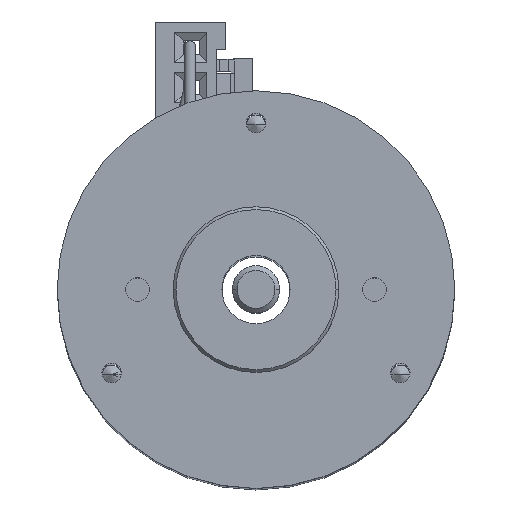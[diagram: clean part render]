
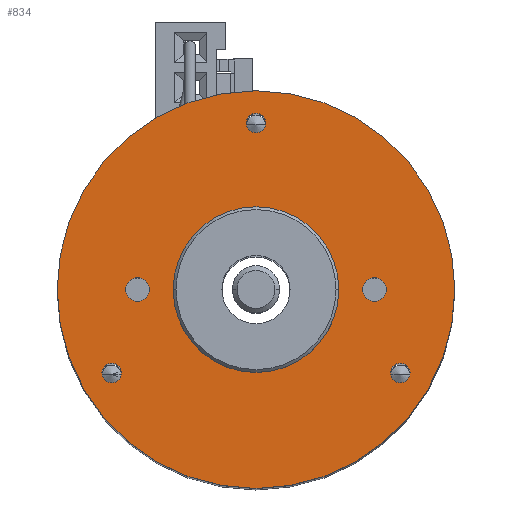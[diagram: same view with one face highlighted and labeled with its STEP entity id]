
A CAD part, top view. The second image highlights one B-rep face of the part: STEP entity #834.
In plain terms, the highlighted planar face has unit normal (0, 0, 1).
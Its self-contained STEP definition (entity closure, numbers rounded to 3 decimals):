
#834 = ADVANCED_FACE ( 'NONE', ( #10157, #10161, #10158, #10156, #10159, #10162, #10163 ), #2291, .T. ) ;
#1342 = EDGE_LOOP ( 'NONE', ( #4367, #4368 ) ) ;
#1345 = EDGE_LOOP ( 'NONE', ( #4365, #4366 ) ) ;
#1347 = EDGE_LOOP ( 'NONE', ( #4363, #4364 ) ) ;
#1348 = EDGE_LOOP ( 'NONE', ( #4357, #4358 ) ) ;
#1349 = EDGE_LOOP ( 'NONE', ( #4361, #4362 ) ) ;
#1351 = EDGE_LOOP ( 'NONE', ( #4359, #4360 ) ) ;
#1357 = EDGE_LOOP ( 'NONE', ( #4355, #4356 ) ) ;
#2288 = DIRECTION ( 'NONE',  ( 1., 0., 0. ) ) ;
#2291 = PLANE ( 'NONE',  #7038 ) ;
#2293 = CARTESIAN_POINT ( 'NONE',  ( -12.496, -5.48, 63. ) ) ;
#2295 = DIRECTION ( 'NONE',  ( 0., 0., 1. ) ) ;
#3509 = VERTEX_POINT ( 'NONE', #8681 ) ;
#3510 = VERTEX_POINT ( 'NONE', #8679 ) ;
#3519 = VERTEX_POINT ( 'NONE', #3831 ) ;
#3520 = VERTEX_POINT ( 'NONE', #3832 ) ;
#3523 = VERTEX_POINT ( 'NONE', #3835 ) ;
#3524 = VERTEX_POINT ( 'NONE', #3836 ) ;
#3525 = VERTEX_POINT ( 'NONE', #3837 ) ;
#3526 = VERTEX_POINT ( 'NONE', #3838 ) ;
#3527 = VERTEX_POINT ( 'NONE', #3839 ) ;
#3528 = VERTEX_POINT ( 'NONE', #3840 ) ;
#3529 = VERTEX_POINT ( 'NONE', #3841 ) ;
#3530 = VERTEX_POINT ( 'NONE', #3842 ) ;
#3539 = VERTEX_POINT ( 'NONE', #3851 ) ;
#3552 = VERTEX_POINT ( 'NONE', #3864 ) ;
#3831 = CARTESIAN_POINT ( 'NONE',  ( -33.496, -5.48, 63. ) ) ;
#3832 = CARTESIAN_POINT ( 'NONE',  ( 8.504, -5.48, 63. ) ) ;
#3835 = CARTESIAN_POINT ( 'NONE',  ( 3.771, -14.28, 63. ) ) ;
#3836 = CARTESIAN_POINT ( 'NONE',  ( 1.721, -14.28, 63. ) ) ;
#3837 = CARTESIAN_POINT ( 'NONE',  ( 1.254, -5.48, 63. ) ) ;
#3838 = CARTESIAN_POINT ( 'NONE',  ( -1.246, -5.48, 63. ) ) ;
#3839 = CARTESIAN_POINT ( 'NONE',  ( -26.713, -14.28, 63. ) ) ;
#3840 = CARTESIAN_POINT ( 'NONE',  ( -28.763, -14.28, 63. ) ) ;
#3841 = CARTESIAN_POINT ( 'NONE',  ( -23.746, -5.48, 63. ) ) ;
#3842 = CARTESIAN_POINT ( 'NONE',  ( -26.246, -5.48, 63. ) ) ;
#3851 = CARTESIAN_POINT ( 'NONE',  ( -13.521, 12.12, 63. ) ) ;
#3864 = CARTESIAN_POINT ( 'NONE',  ( -11.471, 12.12, 63. ) ) ;
#4355 = ORIENTED_EDGE ( 'NONE', *, *, #6871, .F. ) ;
#4356 = ORIENTED_EDGE ( 'NONE', *, *, #6968, .F. ) ;
#4357 = ORIENTED_EDGE ( 'NONE', *, *, #6875, .F. ) ;
#4358 = ORIENTED_EDGE ( 'NONE', *, *, #6959, .F. ) ;
#4359 = ORIENTED_EDGE ( 'NONE', *, *, #6955, .F. ) ;
#4360 = ORIENTED_EDGE ( 'NONE', *, *, #6882, .F. ) ;
#4361 = ORIENTED_EDGE ( 'NONE', *, *, #6946, .F. ) ;
#4362 = ORIENTED_EDGE ( 'NONE', *, *, #6886, .F. ) ;
#4363 = ORIENTED_EDGE ( 'NONE', *, *, #6978, .F. ) ;
#4364 = ORIENTED_EDGE ( 'NONE', *, *, #6869, .F. ) ;
#4365 = ORIENTED_EDGE ( 'NONE', *, *, #6888, .T. ) ;
#4366 = ORIENTED_EDGE ( 'NONE', *, *, #6938, .T. ) ;
#4367 = ORIENTED_EDGE ( 'NONE', *, *, #6897, .F. ) ;
#4368 = ORIENTED_EDGE ( 'NONE', *, *, #6925, .F. ) ;
#6869 = EDGE_CURVE ( 'NONE', #3552, #3539, #7492, .T. ) ;
#6871 = EDGE_CURVE ( 'NONE', #3529, #3530, #7510, .T. ) ;
#6875 = EDGE_CURVE ( 'NONE', #3525, #3526, #7514, .T. ) ;
#6882 = EDGE_CURVE ( 'NONE', #3527, #3528, #7516, .T. ) ;
#6886 = EDGE_CURVE ( 'NONE', #3523, #3524, #7518, .T. ) ;
#6888 = EDGE_CURVE ( 'NONE', #3519, #3520, #7524, .T. ) ;
#6897 = EDGE_CURVE ( 'NONE', #3509, #3510, #7530, .T. ) ;
#6925 = EDGE_CURVE ( 'NONE', #3510, #3509, #7554, .T. ) ;
#6938 = EDGE_CURVE ( 'NONE', #3520, #3519, #7563, .T. ) ;
#6946 = EDGE_CURVE ( 'NONE', #3524, #3523, #7575, .T. ) ;
#6955 = EDGE_CURVE ( 'NONE', #3528, #3527, #7581, .T. ) ;
#6959 = EDGE_CURVE ( 'NONE', #3526, #3525, #7584, .T. ) ;
#6968 = EDGE_CURVE ( 'NONE', #3530, #3529, #7590, .T. ) ;
#6978 = EDGE_CURVE ( 'NONE', #3539, #3552, #7592, .T. ) ;
#7038 = AXIS2_PLACEMENT_3D ( 'NONE', #2293, #2295, #2288 ) ;
#7492 = CIRCLE ( 'NONE', #7816, 1.025 ) ;
#7510 = CIRCLE ( 'NONE', #7817, 1.25 ) ;
#7514 = CIRCLE ( 'NONE', #7819, 1.25 ) ;
#7516 = CIRCLE ( 'NONE', #7822, 1.025 ) ;
#7518 = CIRCLE ( 'NONE', #7824, 1.025 ) ;
#7524 = CIRCLE ( 'NONE', #7825, 21. ) ;
#7530 = CIRCLE ( 'NONE', #7829, 8.75 ) ;
#7554 = CIRCLE ( 'NONE', #7837, 8.75 ) ;
#7563 = CIRCLE ( 'NONE', #7840, 21. ) ;
#7575 = CIRCLE ( 'NONE', #7842, 1.025 ) ;
#7581 = CIRCLE ( 'NONE', #7844, 1.025 ) ;
#7584 = CIRCLE ( 'NONE', #7845, 1.25 ) ;
#7590 = CIRCLE ( 'NONE', #7847, 1.25 ) ;
#7592 = CIRCLE ( 'NONE', #7850, 1.025 ) ;
#7816 = AXIS2_PLACEMENT_3D ( 'NONE', #9546, #9547, #9548 ) ;
#7817 = AXIS2_PLACEMENT_3D ( 'NONE', #9549, #9550, #9551 ) ;
#7819 = AXIS2_PLACEMENT_3D ( 'NONE', #9555, #9556, #9557 ) ;
#7822 = AXIS2_PLACEMENT_3D ( 'NONE', #9564, #9565, #9566 ) ;
#7824 = AXIS2_PLACEMENT_3D ( 'NONE', #9570, #9571, #9572 ) ;
#7825 = AXIS2_PLACEMENT_3D ( 'NONE', #9573, #9574, #9575 ) ;
#7829 = AXIS2_PLACEMENT_3D ( 'NONE', #9585, #9586, #9587 ) ;
#7837 = AXIS2_PLACEMENT_3D ( 'NONE', #9623, #9624, #9625 ) ;
#7840 = AXIS2_PLACEMENT_3D ( 'NONE', #9637, #9638, #9639 ) ;
#7842 = AXIS2_PLACEMENT_3D ( 'NONE', #9647, #9648, #9649 ) ;
#7844 = AXIS2_PLACEMENT_3D ( 'NONE', #9657, #9658, #9659 ) ;
#7845 = AXIS2_PLACEMENT_3D ( 'NONE', #9663, #9664, #9665 ) ;
#7847 = AXIS2_PLACEMENT_3D ( 'NONE', #9673, #9674, #9675 ) ;
#7850 = AXIS2_PLACEMENT_3D ( 'NONE', #9684, #9685, #9686 ) ;
#8679 = CARTESIAN_POINT ( 'NONE',  ( -3.746, -5.48, 63. ) ) ;
#8681 = CARTESIAN_POINT ( 'NONE',  ( -21.246, -5.48, 63. ) ) ;
#9546 = CARTESIAN_POINT ( 'NONE',  ( -12.496, 12.12, 63. ) ) ;
#9547 = DIRECTION ( 'NONE',  ( 0., 0., 1. ) ) ;
#9548 = DIRECTION ( 'NONE',  ( 1., 0., 0. ) ) ;
#9549 = CARTESIAN_POINT ( 'NONE',  ( -24.996, -5.48, 63. ) ) ;
#9550 = DIRECTION ( 'NONE',  ( 0., 0., 1. ) ) ;
#9551 = DIRECTION ( 'NONE',  ( 1., 0., 0. ) ) ;
#9555 = CARTESIAN_POINT ( 'NONE',  ( 0.004, -5.48, 63. ) ) ;
#9556 = DIRECTION ( 'NONE',  ( 0., 0., 1. ) ) ;
#9557 = DIRECTION ( 'NONE',  ( 1., 0., 0. ) ) ;
#9564 = CARTESIAN_POINT ( 'NONE',  ( -27.738, -14.28, 63. ) ) ;
#9565 = DIRECTION ( 'NONE',  ( 0., 0., 1. ) ) ;
#9566 = DIRECTION ( 'NONE',  ( 1., 0., 0. ) ) ;
#9570 = CARTESIAN_POINT ( 'NONE',  ( 2.746, -14.28, 63. ) ) ;
#9571 = DIRECTION ( 'NONE',  ( 0., 0., 1. ) ) ;
#9572 = DIRECTION ( 'NONE',  ( 1., 0., 0. ) ) ;
#9573 = CARTESIAN_POINT ( 'NONE',  ( -12.496, -5.48, 63. ) ) ;
#9574 = DIRECTION ( 'NONE',  ( 0., 0., 1. ) ) ;
#9575 = DIRECTION ( 'NONE',  ( 1., 0., 0. ) ) ;
#9585 = CARTESIAN_POINT ( 'NONE',  ( -12.496, -5.48, 63. ) ) ;
#9586 = DIRECTION ( 'NONE',  ( 0., 0., 1. ) ) ;
#9587 = DIRECTION ( 'NONE',  ( 1., 0., 0. ) ) ;
#9623 = CARTESIAN_POINT ( 'NONE',  ( -12.496, -5.48, 63. ) ) ;
#9624 = DIRECTION ( 'NONE',  ( 0., 0., 1. ) ) ;
#9625 = DIRECTION ( 'NONE',  ( 1., 0., 0. ) ) ;
#9637 = CARTESIAN_POINT ( 'NONE',  ( -12.496, -5.48, 63. ) ) ;
#9638 = DIRECTION ( 'NONE',  ( 0., 0., 1. ) ) ;
#9639 = DIRECTION ( 'NONE',  ( 1., 0., 0. ) ) ;
#9647 = CARTESIAN_POINT ( 'NONE',  ( 2.746, -14.28, 63. ) ) ;
#9648 = DIRECTION ( 'NONE',  ( 0., 0., 1. ) ) ;
#9649 = DIRECTION ( 'NONE',  ( 1., 0., 0. ) ) ;
#9657 = CARTESIAN_POINT ( 'NONE',  ( -27.738, -14.28, 63. ) ) ;
#9658 = DIRECTION ( 'NONE',  ( 0., 0., 1. ) ) ;
#9659 = DIRECTION ( 'NONE',  ( 1., 0., 0. ) ) ;
#9663 = CARTESIAN_POINT ( 'NONE',  ( 0.004, -5.48, 63. ) ) ;
#9664 = DIRECTION ( 'NONE',  ( 0., 0., 1. ) ) ;
#9665 = DIRECTION ( 'NONE',  ( 1., 0., 0. ) ) ;
#9673 = CARTESIAN_POINT ( 'NONE',  ( -24.996, -5.48, 63. ) ) ;
#9674 = DIRECTION ( 'NONE',  ( 0., 0., 1. ) ) ;
#9675 = DIRECTION ( 'NONE',  ( 1., 0., 0. ) ) ;
#9684 = CARTESIAN_POINT ( 'NONE',  ( -12.496, 12.12, 63. ) ) ;
#9685 = DIRECTION ( 'NONE',  ( 0., 0., 1. ) ) ;
#9686 = DIRECTION ( 'NONE',  ( 1., 0., 0. ) ) ;
#10156 = FACE_BOUND ( 'NONE', #1349, .T. ) ;
#10157 = FACE_BOUND ( 'NONE', #1357, .T. ) ;
#10158 = FACE_BOUND ( 'NONE', #1351, .T. ) ;
#10159 = FACE_BOUND ( 'NONE', #1347, .T. ) ;
#10161 = FACE_BOUND ( 'NONE', #1348, .T. ) ;
#10162 = FACE_OUTER_BOUND ( 'NONE', #1345, .T. ) ;
#10163 = FACE_BOUND ( 'NONE', #1342, .T. ) ;
